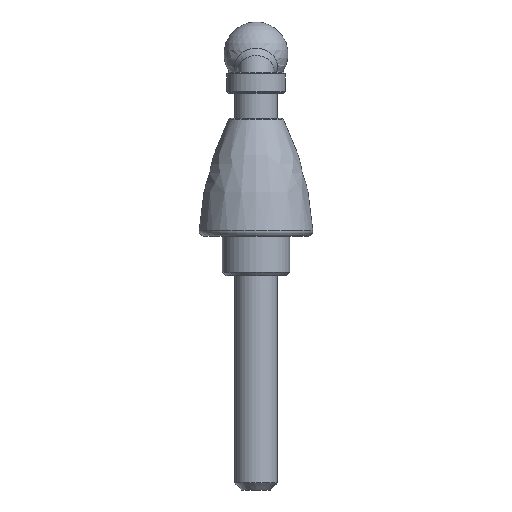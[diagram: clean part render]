
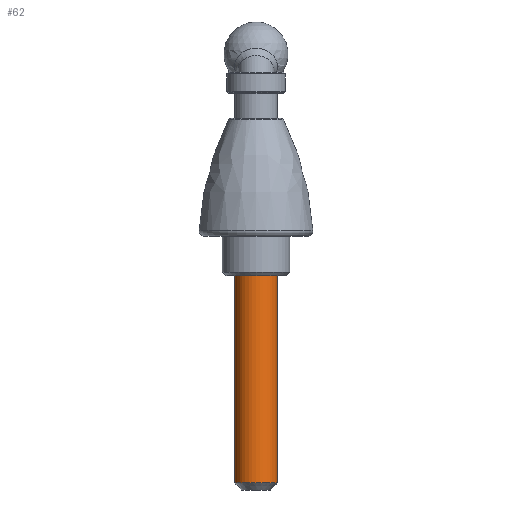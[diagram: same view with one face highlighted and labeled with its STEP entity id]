
A CAD part, left-side view. The second image highlights one B-rep face of the part: STEP entity #62.
In plain terms, the highlighted cylindrical face has radius 3 mm (diameter 6 mm), a full revolution.
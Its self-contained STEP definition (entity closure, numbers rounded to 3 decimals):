
#62 = ADVANCED_FACE( '', ( #145, #146 ), #147, .T. );
#145 = FACE_OUTER_BOUND( '', #262, .T. );
#146 = FACE_OUTER_BOUND( '', #263, .T. );
#147 = CYLINDRICAL_SURFACE( '', #264, 3. );
#262 = EDGE_LOOP( '', ( #1743 ) );
#263 = EDGE_LOOP( '', ( #1744 ) );
#264 = AXIS2_PLACEMENT_3D( '', #1745, #1746, #1747 );
#1743 = ORIENTED_EDGE( '', *, *, #1885, .T. );
#1744 = ORIENTED_EDGE( '', *, *, #1877, .T. );
#1745 = CARTESIAN_POINT( '', ( 0., 0., -30. ) );
#1746 = DIRECTION( '', ( 0., 0., -1. ) );
#1747 = DIRECTION( '', ( 1., 0., 0. ) );
#1877 = EDGE_CURVE( '', #1937, #1937, #1938, .F. );
#1885 = EDGE_CURVE( '', #1950, #1950, #1951, .F. );
#1937 = VERTEX_POINT( '', #2019 );
#1938 = CIRCLE( '', #2020, 3. );
#1950 = VERTEX_POINT( '', #2032 );
#1951 = CIRCLE( '', #2033, 3. );
#2019 = CARTESIAN_POINT( '', ( 3., 0., 0. ) );
#2020 = AXIS2_PLACEMENT_3D( '', #2890, #2891, #2892 );
#2032 = CARTESIAN_POINT( '', ( -3., 0., -29. ) );
#2033 = AXIS2_PLACEMENT_3D( '', #2905, #2906, #2907 );
#2890 = CARTESIAN_POINT( '', ( 0., 0., 0. ) );
#2891 = DIRECTION( '', ( 0., 0., 1. ) );
#2892 = DIRECTION( '', ( 1., 0., 0. ) );
#2905 = CARTESIAN_POINT( '', ( 0., 0., -29. ) );
#2906 = DIRECTION( '', ( 0., 0., -1. ) );
#2907 = DIRECTION( '', ( -1., 0., 0. ) );
